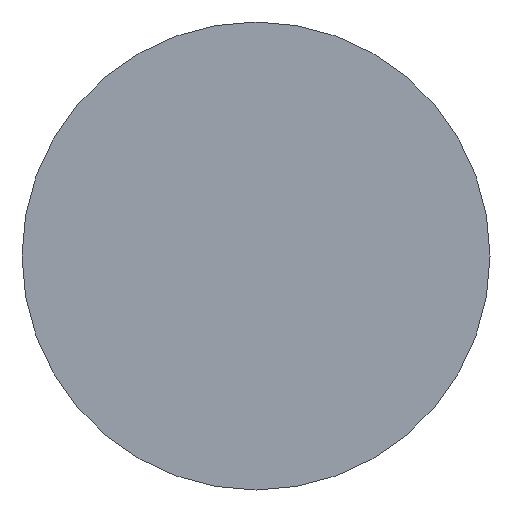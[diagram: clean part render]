
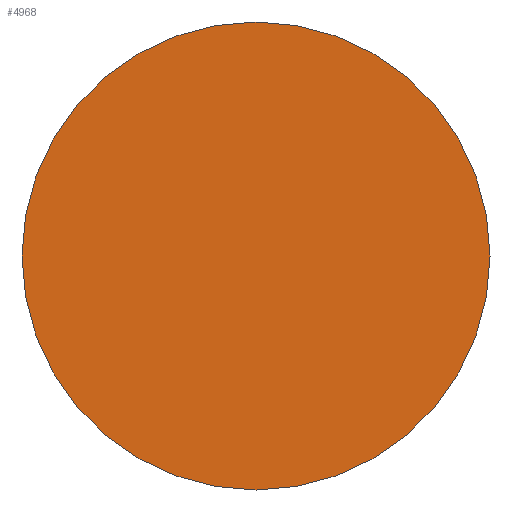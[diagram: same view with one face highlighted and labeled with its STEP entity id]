
A CAD part, front view. The second image highlights one B-rep face of the part: STEP entity #4968.
In plain terms, the highlighted planar face has unit normal (0, -1, 0).
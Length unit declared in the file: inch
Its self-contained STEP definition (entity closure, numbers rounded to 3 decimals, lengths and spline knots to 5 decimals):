
#1=CARTESIAN_POINT('',(0.,0.,-300.));
#2=DIRECTION('',(0.,1.,0.));
#3=DIRECTION('',(0.,0.,1.));
#4=AXIS2_PLACEMENT_3D('',#1,#2,#3);
#6=CARTESIAN_POINT('',(0.,0.,-300.));
#7=DIRECTION('',(0.,1.,0.));
#8=DIRECTION('',(0.,0.,-1.));
#9=AXIS2_PLACEMENT_3D('',#6,#7,#8);
#4193=CARTESIAN_POINT('',(0.,0.,-272.5));
#4194=CARTESIAN_POINT('',(0.,0.,-327.5));
#4195=VERTEX_POINT('',#4193);
#4196=VERTEX_POINT('',#4194);
#4957=CARTESIAN_POINT('',(0.,0.,-500.));
#4958=DIRECTION('',(0.,1.,0.));
#4959=DIRECTION('',(0.,0.,1.));
#4960=AXIS2_PLACEMENT_3D('',#4957,#4958,#4959);
#4961=PLANE('',#4960);
#4963=ORIENTED_EDGE('',*,*,#4962,.T.);
#4965=ORIENTED_EDGE('',*,*,#4964,.T.);
#4966=EDGE_LOOP('',(#4963,#4965));
#4967=FACE_OUTER_BOUND('',#4966,.F.);
#4968=ADVANCED_FACE('',(#4967),#4961,.F.);
#5=CIRCLE('',#4,27.5);
#10=CIRCLE('',#9,27.5);
#4962=EDGE_CURVE('',#4195,#4196,#5,.T.);
#4964=EDGE_CURVE('',#4196,#4195,#10,.T.);
